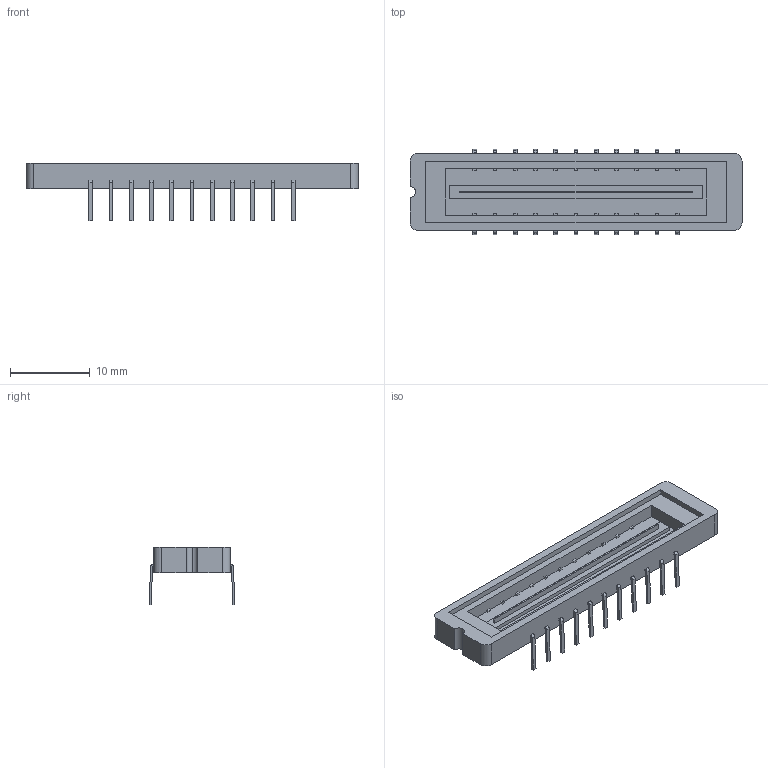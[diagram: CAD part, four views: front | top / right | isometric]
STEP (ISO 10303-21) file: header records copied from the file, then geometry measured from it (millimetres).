
FILE_DESCRIPTION (( 'STEP AP214' ), '1' );
FILE_NAME ('User Library-TCD1304.STEP', '2018-09-27T17:17:21', ( '' ), ( '' ), 'SwSTEP 2.0', 'SolidWorks 2016', '' );
FILE_SCHEMA (( 'AUTOMOTIVE_DESIGN' ));
Length unit declared in the file: millimetre
Products named in the file (1): User Library-TCD1304
Bounding box: 41.6 x 10.76 x 7.23 mm (x, y, z)
Volume: 806.6 mm3; surface area: 1559.8 mm2
Topology: 1 solids, 1 shells, 319 faces, 873 edges, 582 vertices
Faces by surface type: plane 269, cylinder 50
Entity records: 13420 total; most frequent: CARTESIAN_POINT 1775, ORIENTED_EDGE 1746, DIRECTION 1613, EDGE_CURVE 873, LINE 773, VECTOR 773, VERTEX_POINT 582, AXIS2_PLACEMENT_3D 420
